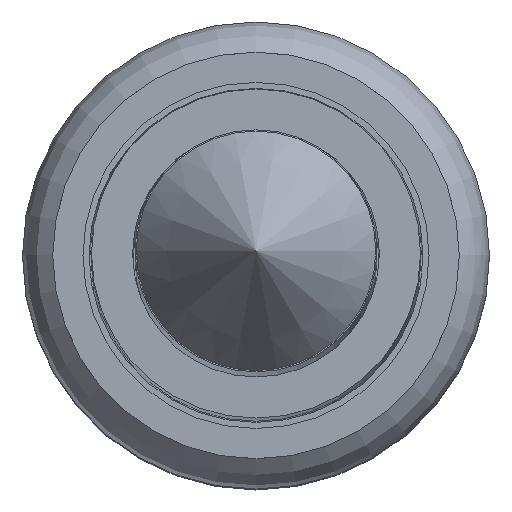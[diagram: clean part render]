
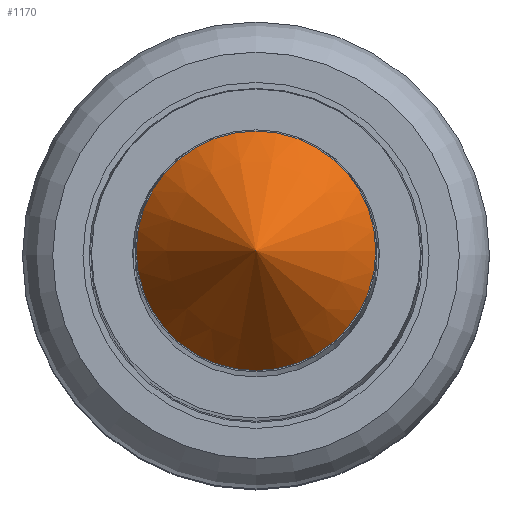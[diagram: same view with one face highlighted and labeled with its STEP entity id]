
A CAD part, top view. The second image highlights one B-rep face of the part: STEP entity #1170.
In plain terms, the highlighted conical face has half-angle 35.264 degrees and reference radius 0.495 mm.
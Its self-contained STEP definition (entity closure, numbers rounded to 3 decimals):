
#1069 = PLANE('',#1070);
#1070 = AXIS2_PLACEMENT_3D('',#1071,#1072,#1073);
#1071 = CARTESIAN_POINT('',(0.,0.,31.35));
#1072 = DIRECTION('',(0.,0.,1.));
#1073 = DIRECTION('',(1.,0.,0.));
#1138 = EDGE_CURVE('',#1139,#1139,#1141,.T.);
#1139 = VERTEX_POINT('',#1140);
#1140 = CARTESIAN_POINT('',(0.495,0.,31.35));
#1141 = SURFACE_CURVE('',#1142,(#1147,#1154),.PCURVE_S1.);
#1142 = CIRCLE('',#1143,0.495);
#1143 = AXIS2_PLACEMENT_3D('',#1144,#1145,#1146);
#1144 = CARTESIAN_POINT('',(0.,0.,31.35));
#1145 = DIRECTION('',(0.,0.,1.));
#1146 = DIRECTION('',(1.,0.,0.));
#1147 = PCURVE('',#1069,#1148);
#1148 = DEFINITIONAL_REPRESENTATION('',(#1149),#1153);
#1149 = CIRCLE('',#1150,0.495);
#1150 = AXIS2_PLACEMENT_2D('',#1151,#1152);
#1151 = CARTESIAN_POINT('',(0.,0.));
#1152 = DIRECTION('',(1.,0.));
#1153 = ( GEOMETRIC_REPRESENTATION_CONTEXT(2) 
PARAMETRIC_REPRESENTATION_CONTEXT() REPRESENTATION_CONTEXT('2D SPACE',''
  ) );
#1154 = PCURVE('',#1155,#1160);
#1155 = CONICAL_SURFACE('',#1156,0.495,0.615);
#1156 = AXIS2_PLACEMENT_3D('',#1157,#1158,#1159);
#1157 = CARTESIAN_POINT('',(0.,0.,31.35));
#1158 = DIRECTION('',(-0.,-0.,-1.));
#1159 = DIRECTION('',(1.,0.,0.));
#1160 = DEFINITIONAL_REPRESENTATION('',(#1161),#1165);
#1161 = LINE('',#1162,#1163);
#1162 = CARTESIAN_POINT('',(-0.,-0.));
#1163 = VECTOR('',#1164,1.);
#1164 = DIRECTION('',(-1.,-0.));
#1165 = ( GEOMETRIC_REPRESENTATION_CONTEXT(2) 
PARAMETRIC_REPRESENTATION_CONTEXT() REPRESENTATION_CONTEXT('2D SPACE',''
  ) );
#1170 = ADVANCED_FACE('',(#1171),#1155,.T.);
#1171 = FACE_BOUND('',#1172,.T.);
#1172 = EDGE_LOOP('',(#1173,#1196,#1197));
#1173 = ORIENTED_EDGE('',*,*,#1174,.F.);
#1174 = EDGE_CURVE('',#1139,#1175,#1177,.T.);
#1175 = VERTEX_POINT('',#1176);
#1176 = CARTESIAN_POINT('',(0.,0.,
    32.05));
#1177 = SEAM_CURVE('',#1178,(#1182,#1189),.PCURVE_S1.);
#1178 = LINE('',#1179,#1180);
#1179 = CARTESIAN_POINT('',(0.495,0.,31.35));
#1180 = VECTOR('',#1181,1.);
#1181 = DIRECTION('',(-0.577,0.,0.816)
  );
#1182 = PCURVE('',#1155,#1183);
#1183 = DEFINITIONAL_REPRESENTATION('',(#1184),#1188);
#1184 = LINE('',#1185,#1186);
#1185 = CARTESIAN_POINT('',(-6.283,0.));
#1186 = VECTOR('',#1187,1.);
#1187 = DIRECTION('',(-0.,-1.));
#1188 = ( GEOMETRIC_REPRESENTATION_CONTEXT(2) 
PARAMETRIC_REPRESENTATION_CONTEXT() REPRESENTATION_CONTEXT('2D SPACE',''
  ) );
#1189 = PCURVE('',#1155,#1190);
#1190 = DEFINITIONAL_REPRESENTATION('',(#1191),#1195);
#1191 = LINE('',#1192,#1193);
#1192 = CARTESIAN_POINT('',(0.,-0.));
#1193 = VECTOR('',#1194,1.);
#1194 = DIRECTION('',(-0.,-1.));
#1195 = ( GEOMETRIC_REPRESENTATION_CONTEXT(2) 
PARAMETRIC_REPRESENTATION_CONTEXT() REPRESENTATION_CONTEXT('2D SPACE',''
  ) );
#1196 = ORIENTED_EDGE('',*,*,#1138,.T.);
#1197 = ORIENTED_EDGE('',*,*,#1174,.T.);
